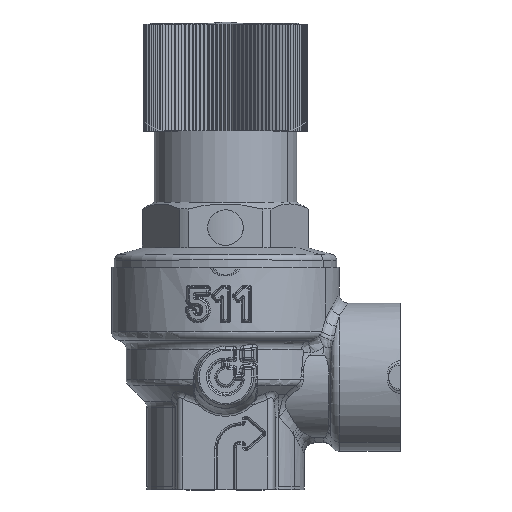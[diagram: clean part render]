
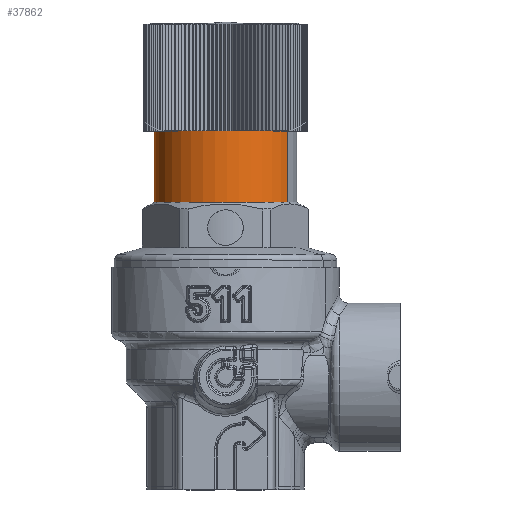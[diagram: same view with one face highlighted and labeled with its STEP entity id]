
A CAD part, top view. The second image highlights one B-rep face of the part: STEP entity #37862.
In plain terms, the highlighted cylindrical face has radius 12 mm (diameter 24 mm), a partial arc.
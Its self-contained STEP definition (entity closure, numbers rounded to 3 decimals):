
#37505=CARTESIAN_POINT('Vertex',(10.531,29.5,5.753)) ;
#37508=CARTESIAN_POINT('Axis2P3D Location',(0.,29.5,0.)) ;
#37512=CARTESIAN_POINT('Vertex',(-10.531,29.5,-5.753)) ;
#37832=CARTESIAN_POINT('Axis2P3D Location',(0.,30.45,0.)) ;
#37837=CARTESIAN_POINT('Line Origine',(-10.531,39.85,-5.753)) ;
#37841=CARTESIAN_POINT('Vertex',(-10.531,41.5,-5.753)) ;
#37844=CARTESIAN_POINT('Line Origine',(10.531,39.85,5.753)) ;
#37848=CARTESIAN_POINT('Vertex',(10.531,41.5,5.753)) ;
#37851=CARTESIAN_POINT('Axis2P3D Location',(0.,41.5,0.)) ;
#37839=VECTOR('Line Direction',#37838,1.) ;
#37846=VECTOR('Line Direction',#37845,1.) ;
#37509=DIRECTION('Axis2P3D Direction',(0.,-1.,0.)) ;
#37833=DIRECTION('Axis2P3D Direction',(0.,-1.,0.)) ;
#37834=DIRECTION('Axis2P3D XDirection',(0.878,0.,0.479)) ;
#37838=DIRECTION('Vector Direction',(0.,-1.,0.)) ;
#37845=DIRECTION('Vector Direction',(0.,-1.,0.)) ;
#37852=DIRECTION('Axis2P3D Direction',(0.,-1.,0.)) ;
#37510=AXIS2_PLACEMENT_3D('Circle Axis2P3D',#37508,#37509,$) ;
#37835=AXIS2_PLACEMENT_3D('Cylinder Axis2P3D',#37832,#37833,#37834) ;
#37853=AXIS2_PLACEMENT_3D('Circle Axis2P3D',#37851,#37852,$) ;
#37840=LINE('Line',#37837,#37839) ;
#37847=LINE('Line',#37844,#37846) ;
#37511=CIRCLE('generated circle',#37510,12.) ;
#37854=CIRCLE('generated circle',#37853,12.) ;
#37836=CYLINDRICAL_SURFACE('generated cylinder',#37835,12.) ;
#37514=EDGE_CURVE('',#37506,#37513,#37511,.T.) ;
#37843=EDGE_CURVE('',#37513,#37842,#37840,.F.) ;
#37850=EDGE_CURVE('',#37506,#37849,#37847,.F.) ;
#37855=EDGE_CURVE('',#37849,#37842,#37854,.T.) ;
#37857=ORIENTED_EDGE('',*,*,#37843,.F.) ;
#37858=ORIENTED_EDGE('',*,*,#37514,.F.) ;
#37859=ORIENTED_EDGE('',*,*,#37850,.T.) ;
#37860=ORIENTED_EDGE('',*,*,#37855,.T.) ;
#37856=EDGE_LOOP('',(#37857,#37858,#37859,#37860)) ;
#37506=VERTEX_POINT('',#37505) ;
#37513=VERTEX_POINT('',#37512) ;
#37842=VERTEX_POINT('',#37841) ;
#37849=VERTEX_POINT('',#37848) ;
#37862=ADVANCED_FACE('PartBody',(#37861),#37836,.T.) ;
#37861=FACE_OUTER_BOUND('',#37856,.T.) ;
